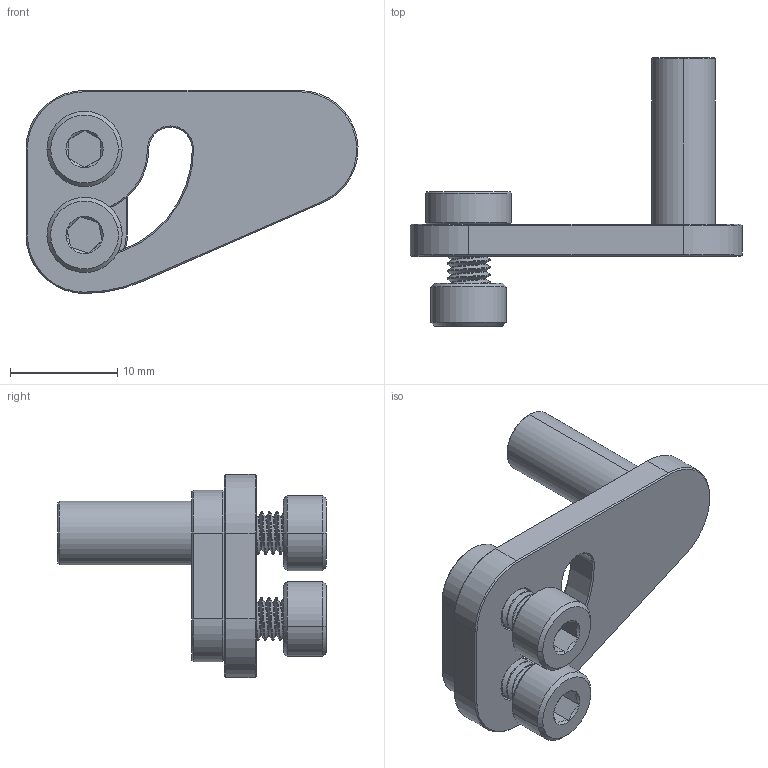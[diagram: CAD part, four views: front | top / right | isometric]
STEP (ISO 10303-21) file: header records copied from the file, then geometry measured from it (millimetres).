
FILE_DESCRIPTION (( 'STEP AP203' ), '1' );
FILE_NAME ('1524-0001-0001 assembly.STEP', '2021-05-13T15:32:07', ( '' ), ( '' ), 'SwSTEP 2.0', 'SolidWorks 2016', '' );
FILE_SCHEMA (( 'CONFIG_CONTROL_DESIGN' ));
Length unit declared in the file: millimetre
Products named in the file (4): 2803-0016-0008; 1524-0001-0001; 2800-0004-0008_90128A207; 1524-0001-0001 assembly
Assembly tree (4 placements, depth 2):
  1524-0001-0001 assembly
    1524-0001-0001
    2803-0016-0008
    2800-0004-0008_90128A207  x2
Bounding box: 30.9 x 25 x 18.9 mm (x, y, z)
Volume: 2143.3 mm3; surface area: 2670.6 mm2
Topology: 4 solids, 4 shells, 320 faces, 844 edges, 536 vertices
Faces by surface type: cylinder 201, cone 67, plane 42, bspline 10
Entity records: 18077 total; most frequent: CARTESIAN_POINT 12347, ORIENTED_EDGE 1298, DIRECTION 953, EDGE_CURVE 649, VERTEX_POINT 413, AXIS2_PLACEMENT_3D 357, EDGE_LOOP 258, ADVANCED_FACE 246
